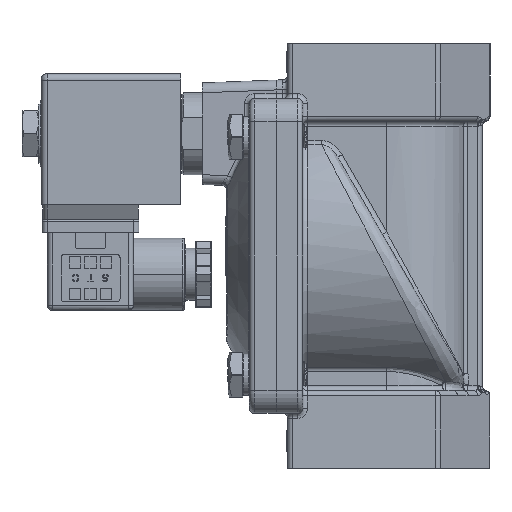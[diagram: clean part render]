
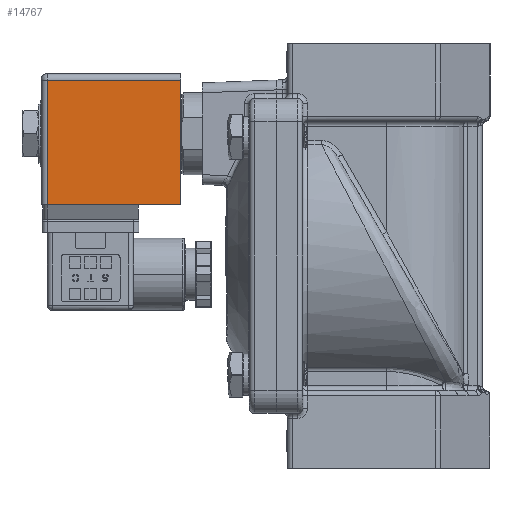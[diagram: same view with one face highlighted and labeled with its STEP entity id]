
A CAD part, left-side view. The second image highlights one B-rep face of the part: STEP entity #14767.
In plain terms, the highlighted planar face has unit normal (-1, 0, 0).
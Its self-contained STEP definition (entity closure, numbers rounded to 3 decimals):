
#3039 = AXIS2_PLACEMENT_3D ( 'NONE', #49772, #136945, #62334 ) ;
#5354 = VERTEX_POINT ( 'NONE', #68006 ) ;
#11254 = CARTESIAN_POINT ( 'NONE',  ( -17.925, 135.2, 53.62 ) ) ;
#14767 = ADVANCED_FACE ( 'NONE', ( #153229 ), #148992, .T. ) ;
#16107 = EDGE_LOOP ( 'NONE', ( #104497, #128196, #155224, #125288 ) ) ;
#16435 = VERTEX_POINT ( 'NONE', #146039 ) ;
#18882 = VECTOR ( 'NONE', #118059, 1000. ) ;
#22255 = DIRECTION ( 'NONE',  ( 0., -1., 0. ) ) ;
#26233 = VECTOR ( 'NONE', #22255, 1000. ) ;
#29681 = VECTOR ( 'NONE', #100904, 1000. ) ;
#43930 = CARTESIAN_POINT ( 'NONE',  ( -17.925, 94.5, 15.62 ) ) ;
#49772 = CARTESIAN_POINT ( 'NONE',  ( -17.925, 94.5, 15.62 ) ) ;
#62334 = DIRECTION ( 'NONE',  ( 0., 0., 1. ) ) ;
#62791 = LINE ( 'NONE', #113441, #29681 ) ;
#63900 = CARTESIAN_POINT ( 'NONE',  ( -17.925, 94.5, 53.62 ) ) ;
#68006 = CARTESIAN_POINT ( 'NONE',  ( -17.925, 135.2, 15.62 ) ) ;
#70333 = VERTEX_POINT ( 'NONE', #11254 ) ;
#78331 = VERTEX_POINT ( 'NONE', #135820 ) ;
#84918 = CARTESIAN_POINT ( 'NONE',  ( -17.925, 94.5, 15.62 ) ) ;
#92569 = LINE ( 'NONE', #84918, #26233 ) ;
#98467 = EDGE_CURVE ( 'NONE', #70333, #5354, #62791, .T. ) ;
#100904 = DIRECTION ( 'NONE',  ( 0., 0., -1. ) ) ;
#104497 = ORIENTED_EDGE ( 'NONE', *, *, #110452, .T. ) ;
#106581 = EDGE_CURVE ( 'NONE', #78331, #70333, #157287, .T. ) ;
#110452 = EDGE_CURVE ( 'NONE', #5354, #16435, #92569, .T. ) ;
#110913 = EDGE_CURVE ( 'NONE', #16435, #78331, #147543, .T. ) ;
#113441 = CARTESIAN_POINT ( 'NONE',  ( -17.925, 135.2, 15.62 ) ) ;
#118059 = DIRECTION ( 'NONE',  ( 0., 0., 1. ) ) ;
#124072 = VECTOR ( 'NONE', #151109, 1000. ) ;
#125288 = ORIENTED_EDGE ( 'NONE', *, *, #98467, .T. ) ;
#128196 = ORIENTED_EDGE ( 'NONE', *, *, #110913, .T. ) ;
#135820 = CARTESIAN_POINT ( 'NONE',  ( -17.925, 94.5, 53.62 ) ) ;
#136945 = DIRECTION ( 'NONE',  ( -1., 0., 0. ) ) ;
#146039 = CARTESIAN_POINT ( 'NONE',  ( -17.925, 94.5, 15.62 ) ) ;
#147543 = LINE ( 'NONE', #43930, #18882 ) ;
#148992 = PLANE ( 'NONE',  #3039 ) ;
#151109 = DIRECTION ( 'NONE',  ( 0., 1., 0. ) ) ;
#153229 = FACE_OUTER_BOUND ( 'NONE', #16107, .T. ) ;
#155224 = ORIENTED_EDGE ( 'NONE', *, *, #106581, .T. ) ;
#157287 = LINE ( 'NONE', #63900, #124072 ) ;
